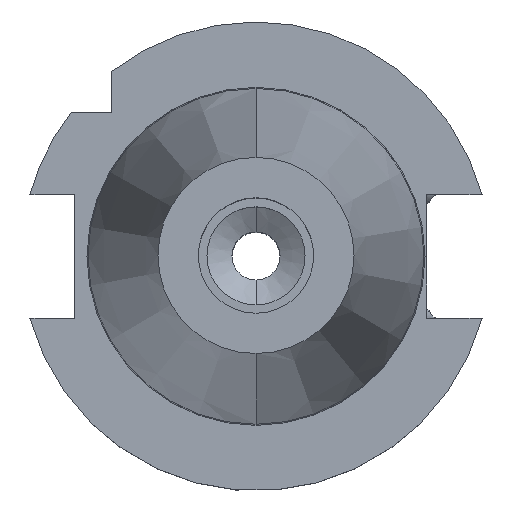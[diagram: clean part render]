
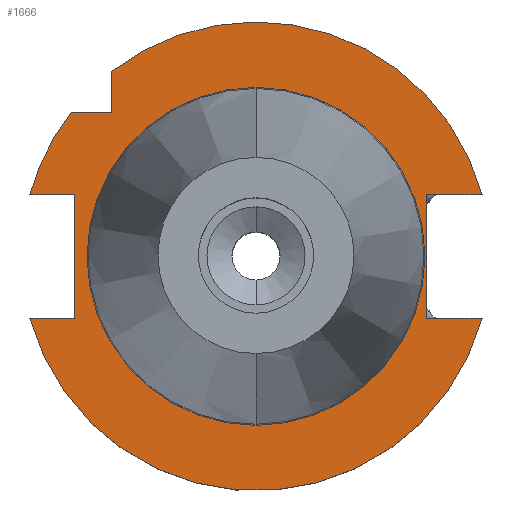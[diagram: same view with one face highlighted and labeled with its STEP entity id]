
A CAD part, top view. The second image highlights one B-rep face of the part: STEP entity #1666.
In plain terms, the highlighted planar face has unit normal (0, 0, 1).
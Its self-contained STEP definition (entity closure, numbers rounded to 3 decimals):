
#86=DIRECTION('',(0.,-1.,0.));
#87=VECTOR('',#86,8.426);
#88=CARTESIAN_POINT('',(-30.,38.426,-3.2));
#89=LINE('',#88,#87);
#93=DIRECTION('',(-1.,0.,0.));
#94=VECTOR('',#93,11.526);
#95=CARTESIAN_POINT('',(47.026,12.85,-3.2));
#96=LINE('',#95,#94);
#100=DIRECTION('',(0.,1.,0.));
#101=VECTOR('',#100,25.7);
#102=CARTESIAN_POINT('',(35.5,-12.85,-3.2));
#103=LINE('',#102,#101);
#107=DIRECTION('',(-1.,0.,0.));
#108=VECTOR('',#107,11.526);
#109=CARTESIAN_POINT('',(47.026,-12.85,-3.2));
#110=LINE('',#109,#108);
#114=DIRECTION('',(1.,0.,0.));
#115=VECTOR('',#114,9.326);
#116=CARTESIAN_POINT('',(-47.026,-12.85,-3.2));
#117=LINE('',#116,#115);
#121=DIRECTION('',(0.,1.,0.));
#122=VECTOR('',#121,25.7);
#123=CARTESIAN_POINT('',(-37.7,-12.85,-3.2));
#124=LINE('',#123,#122);
#128=DIRECTION('',(1.,0.,0.));
#129=VECTOR('',#128,9.326);
#130=CARTESIAN_POINT('',(-47.026,12.85,-3.2));
#131=LINE('',#130,#129);
#135=DIRECTION('',(1.,0.,0.));
#136=VECTOR('',#135,8.426);
#137=CARTESIAN_POINT('',(-38.426,30.,-3.2));
#138=LINE('',#137,#136);
#156=CARTESIAN_POINT('',(0.,0.,-3.2));
#157=DIRECTION('',(0.,0.,1.));
#158=DIRECTION('',(0.,1.,0.));
#159=AXIS2_PLACEMENT_3D('',#156,#157,#158);
#164=CARTESIAN_POINT('',(0.,0.,-3.2));
#165=DIRECTION('',(0.,0.,-1.));
#166=DIRECTION('',(0.,1.,0.));
#167=AXIS2_PLACEMENT_3D('',#164,#165,#166);
#659=CARTESIAN_POINT('',(0.,0.,-3.2));
#660=DIRECTION('',(0.,0.,1.));
#661=DIRECTION('',(-0.965,-0.264,0.));
#662=AXIS2_PLACEMENT_3D('',#659,#660,#661);
#704=CARTESIAN_POINT('',(0.,0.,-3.2));
#705=DIRECTION('',(0.,0.,1.));
#706=DIRECTION('',(0.965,0.264,0.));
#707=AXIS2_PLACEMENT_3D('',#704,#705,#706);
#719=CARTESIAN_POINT('',(0.,0.,-3.2));
#720=DIRECTION('',(0.,0.,1.));
#721=DIRECTION('',(-0.788,0.615,0.));
#722=AXIS2_PLACEMENT_3D('',#719,#720,#721);
#1330=CARTESIAN_POINT('',(0.,35.034,-3.2));
#1332=VERTEX_POINT('',#1330);
#1340=CARTESIAN_POINT('',(0.,-35.034,-3.2));
#1342=VERTEX_POINT('',#1340);
#1362=CARTESIAN_POINT('',(47.026,12.85,-3.2));
#1363=VERTEX_POINT('',#1362);
#1364=CARTESIAN_POINT('',(47.026,-12.85,-3.2));
#1365=VERTEX_POINT('',#1364);
#1366=CARTESIAN_POINT('',(35.5,-12.85,-3.2));
#1367=CARTESIAN_POINT('',(35.5,12.85,-3.2));
#1368=VERTEX_POINT('',#1366);
#1369=VERTEX_POINT('',#1367);
#1410=CARTESIAN_POINT('',(-47.026,12.85,-3.2));
#1411=VERTEX_POINT('',#1410);
#1412=CARTESIAN_POINT('',(-47.026,-12.85,-3.2));
#1413=VERTEX_POINT('',#1412);
#1414=CARTESIAN_POINT('',(-37.7,-12.85,-3.2));
#1415=CARTESIAN_POINT('',(-37.7,12.85,-3.2));
#1416=VERTEX_POINT('',#1414);
#1417=VERTEX_POINT('',#1415);
#1446=CARTESIAN_POINT('',(-30.,38.426,-3.2));
#1447=VERTEX_POINT('',#1446);
#1448=CARTESIAN_POINT('',(-38.426,30.,-3.2));
#1449=VERTEX_POINT('',#1448);
#1450=CARTESIAN_POINT('',(-30.,30.,-3.2));
#1451=VERTEX_POINT('',#1450);
#1633=CARTESIAN_POINT('',(0.,0.,-3.2));
#1634=DIRECTION('',(0.,0.,-1.));
#1635=DIRECTION('',(0.,-1.,0.));
#1636=AXIS2_PLACEMENT_3D('',#1633,#1634,#1635);
#1637=PLANE('',#1636);
#1639=ORIENTED_EDGE('',*,*,#1638,.F.);
#1641=ORIENTED_EDGE('',*,*,#1640,.F.);
#1643=ORIENTED_EDGE('',*,*,#1642,.T.);
#1645=ORIENTED_EDGE('',*,*,#1644,.F.);
#1647=ORIENTED_EDGE('',*,*,#1646,.F.);
#1649=ORIENTED_EDGE('',*,*,#1648,.F.);
#1650=ORIENTED_EDGE('',*,*,#1566,.T.);
#1651=ORIENTED_EDGE('',*,*,#1617,.T.);
#1653=ORIENTED_EDGE('',*,*,#1652,.F.);
#1655=ORIENTED_EDGE('',*,*,#1654,.F.);
#1657=ORIENTED_EDGE('',*,*,#1656,.T.);
#1658=EDGE_LOOP('',(#1639,#1641,#1643,#1645,#1647,#1649,#1650,#1651,#1653,#1655,
#1657));
#1659=FACE_OUTER_BOUND('',#1658,.F.);
#1661=ORIENTED_EDGE('',*,*,#1660,.T.);
#1663=ORIENTED_EDGE('',*,*,#1662,.F.);
#1664=EDGE_LOOP('',(#1661,#1663));
#1665=FACE_BOUND('',#1664,.F.);
#160=CIRCLE('',#159,35.034);
#168=CIRCLE('',#167,35.034);
#663=CIRCLE('',#662,48.75);
#708=CIRCLE('',#707,48.75);
#723=CIRCLE('',#722,48.75);
#1566=EDGE_CURVE('',#1413,#1416,#117,.T.);
#1617=EDGE_CURVE('',#1416,#1417,#124,.T.);
#1638=EDGE_CURVE('',#1447,#1451,#89,.T.);
#1640=EDGE_CURVE('',#1363,#1447,#708,.T.);
#1642=EDGE_CURVE('',#1363,#1369,#96,.T.);
#1644=EDGE_CURVE('',#1368,#1369,#103,.T.);
#1646=EDGE_CURVE('',#1365,#1368,#110,.T.);
#1648=EDGE_CURVE('',#1413,#1365,#663,.T.);
#1652=EDGE_CURVE('',#1411,#1417,#131,.T.);
#1654=EDGE_CURVE('',#1449,#1411,#723,.T.);
#1656=EDGE_CURVE('',#1449,#1451,#138,.T.);
#1660=EDGE_CURVE('',#1332,#1342,#160,.T.);
#1662=EDGE_CURVE('',#1332,#1342,#168,.T.);
#1666=ADVANCED_FACE('',(#1659,#1665),#1637,.F.);
